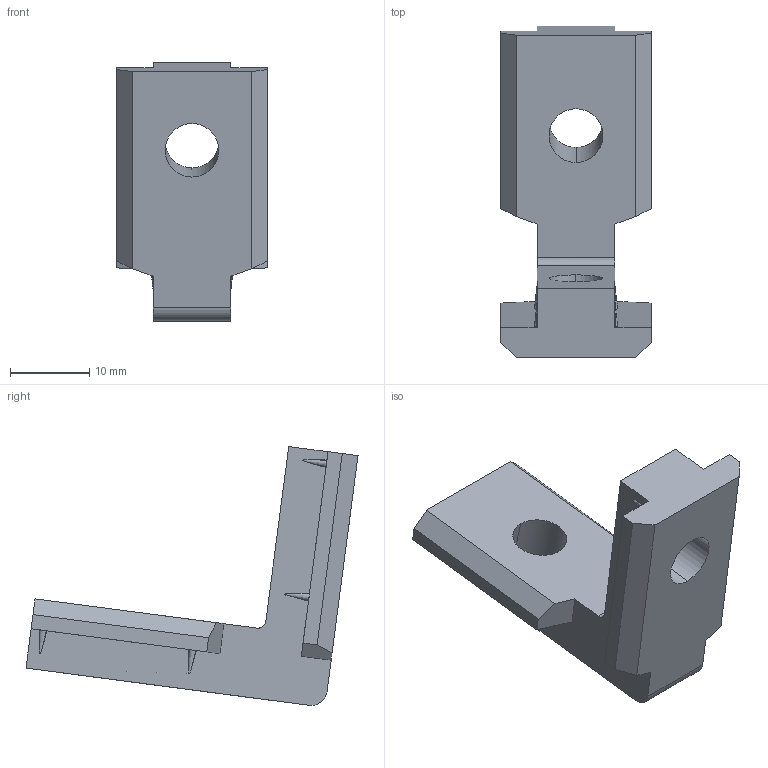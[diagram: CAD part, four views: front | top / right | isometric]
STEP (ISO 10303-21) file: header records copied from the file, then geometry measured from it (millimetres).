
FILE_DESCRIPTION (( 'STEP AP203' ), '1' );
FILE_NAME ('412535572_c_1.STEP', '2023-01-25T05:18:07', ( '' ), ( '' ), 'SwSTEP 2.0', 'SolidWorks 2014', '' );
FILE_SCHEMA (( 'CONFIG_CONTROL_DESIGN' ));
Length unit declared in the file: millimetre
Products named in the file (2): Syskomp 412535572 Innenwinkel 10_10; 412535572_c_1
Assembly tree (1 placements, depth 2):
  412535572_c_1
    Syskomp 412535572 Innenwinkel 10_10
Bounding box: 19 x 41.84 x 32.63 mm (x, y, z)
Surface area: 3550.1 mm2 (no closed solid volume)
Topology: 0 solids, 3 shells, 60 faces, 182 edges, 126 vertices
Faces by surface type: plane 42, cone 12, cylinder 6
Entity records: 2598 total; most frequent: CARTESIAN_POINT 840, ORIENTED_EDGE 360, DIRECTION 270, EDGE_CURVE 182, VECTOR 130, LINE 130, VERTEX_POINT 126, AXIS2_PLACEMENT_3D 70
